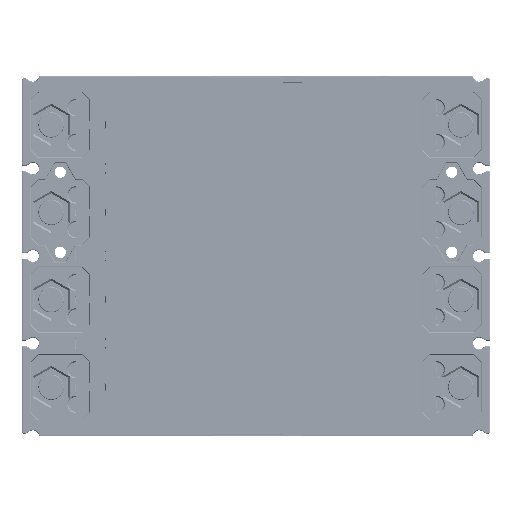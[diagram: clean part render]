
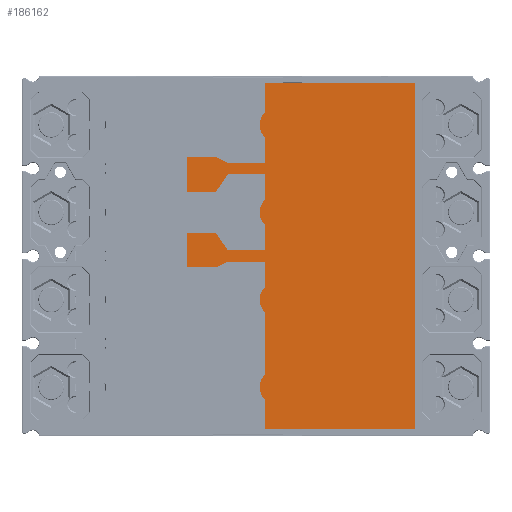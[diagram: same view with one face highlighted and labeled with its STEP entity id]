
A CAD part, front view. The second image highlights one B-rep face of the part: STEP entity #186162.
In plain terms, the highlighted planar face has unit normal (0, -1, 0).
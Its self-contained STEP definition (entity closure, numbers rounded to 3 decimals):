
#12199=DIRECTION('',(0.,0.,1.));
#12200=VECTOR('',#12199,190.);
#12201=CARTESIAN_POINT('',(216.,0.7,-194.));
#12202=LINE('',#12201,#12200);
#67952=DIRECTION('',(-1.,0.,0.));
#67953=VECTOR('',#67952,82.5);
#67954=CARTESIAN_POINT('',(216.,0.7,-194.));
#67955=LINE('',#67954,#67953);
#67956=DIRECTION('',(0.,0.,1.));
#67957=VECTOR('',#67956,16.072);
#67958=CARTESIAN_POINT('',(133.5,0.7,-194.));
#67959=LINE('',#67958,#67957);
#67960=CARTESIAN_POINT('',(140.,0.7,-171.));
#67961=DIRECTION('',(0.,1.,0.));
#67962=DIRECTION('',(-0.684,0.,-0.729));
#67963=AXIS2_PLACEMENT_3D('',#67960,#67961,#67962);
#67965=DIRECTION('',(0.,0.,1.));
#67966=VECTOR('',#67965,34.144);
#67967=CARTESIAN_POINT('',(133.5,0.7,-164.072));
#67968=LINE('',#67967,#67966);
#67969=CARTESIAN_POINT('',(140.,0.7,-123.));
#67970=DIRECTION('',(0.,1.,0.));
#67971=DIRECTION('',(-0.684,0.,-0.729));
#67972=AXIS2_PLACEMENT_3D('',#67969,#67970,#67971);
#67974=DIRECTION('',(0.,0.,1.));
#67975=VECTOR('',#67974,13.972);
#67976=CARTESIAN_POINT('',(133.5,0.7,-116.072));
#67977=LINE('',#67976,#67975);
#67978=DIRECTION('',(-1.,0.,0.));
#67979=VECTOR('',#67978,20.5);
#67980=CARTESIAN_POINT('',(133.5,0.7,-102.1));
#67981=LINE('',#67980,#67979);
#67982=DIRECTION('',(-0.9,0.,-0.436));
#67983=VECTOR('',#67982,7.223);
#67984=CARTESIAN_POINT('',(113.,0.7,-102.1));
#67985=LINE('',#67984,#67983);
#67986=DIRECTION('',(-1.,0.,0.));
#67987=VECTOR('',#67986,16.);
#67988=CARTESIAN_POINT('',(106.5,0.7,-105.25));
#67989=LINE('',#67988,#67987);
#67990=DIRECTION('',(0.,0.,1.));
#67991=VECTOR('',#67990,19.);
#67992=CARTESIAN_POINT('',(90.5,0.7,-105.25));
#67993=LINE('',#67992,#67991);
#67994=DIRECTION('',(1.,0.,0.));
#67995=VECTOR('',#67994,16.);
#67996=CARTESIAN_POINT('',(90.5,0.7,-86.25));
#67997=LINE('',#67996,#67995);
#67998=DIRECTION('',(0.559,0.,-0.829));
#67999=VECTOR('',#67998,11.635);
#68000=CARTESIAN_POINT('',(106.5,0.7,-86.25));
#68001=LINE('',#68000,#67999);
#68002=DIRECTION('',(1.,0.,0.));
#68003=VECTOR('',#68002,20.5);
#68004=CARTESIAN_POINT('',(113.,0.7,-95.9));
#68005=LINE('',#68004,#68003);
#68006=DIRECTION('',(0.,0.,1.));
#68007=VECTOR('',#68006,13.972);
#68008=CARTESIAN_POINT('',(133.5,0.7,-95.9));
#68009=LINE('',#68008,#68007);
#68010=CARTESIAN_POINT('',(140.,0.7,-75.));
#68011=DIRECTION('',(0.,1.,0.));
#68012=DIRECTION('',(-0.684,0.,-0.729));
#68013=AXIS2_PLACEMENT_3D('',#68010,#68011,#68012);
#68015=DIRECTION('',(0.,0.,1.));
#68016=VECTOR('',#68015,13.972);
#68017=CARTESIAN_POINT('',(133.5,0.7,-68.072));
#68018=LINE('',#68017,#68016);
#68019=DIRECTION('',(-1.,0.,0.));
#68020=VECTOR('',#68019,20.5);
#68021=CARTESIAN_POINT('',(133.5,0.7,-54.1));
#68022=LINE('',#68021,#68020);
#68023=DIRECTION('',(-0.559,0.,-0.829));
#68024=VECTOR('',#68023,11.635);
#68025=CARTESIAN_POINT('',(113.,0.7,-54.1));
#68026=LINE('',#68025,#68024);
#68027=DIRECTION('',(-1.,0.,0.));
#68028=VECTOR('',#68027,16.);
#68029=CARTESIAN_POINT('',(106.5,0.7,-63.75));
#68030=LINE('',#68029,#68028);
#68031=DIRECTION('',(0.,0.,1.));
#68032=VECTOR('',#68031,19.);
#68033=CARTESIAN_POINT('',(90.5,0.7,-63.75));
#68034=LINE('',#68033,#68032);
#68035=DIRECTION('',(1.,0.,0.));
#68036=VECTOR('',#68035,16.);
#68037=CARTESIAN_POINT('',(90.5,0.7,-44.75));
#68038=LINE('',#68037,#68036);
#68039=DIRECTION('',(0.9,0.,-0.436));
#68040=VECTOR('',#68039,7.223);
#68041=CARTESIAN_POINT('',(106.5,0.7,-44.75));
#68042=LINE('',#68041,#68040);
#68043=DIRECTION('',(1.,0.,0.));
#68044=VECTOR('',#68043,20.5);
#68045=CARTESIAN_POINT('',(113.,0.7,-47.9));
#68046=LINE('',#68045,#68044);
#68047=DIRECTION('',(0.,0.,1.));
#68048=VECTOR('',#68047,13.972);
#68049=CARTESIAN_POINT('',(133.5,0.7,-47.9));
#68050=LINE('',#68049,#68048);
#68051=CARTESIAN_POINT('',(140.,0.7,-27.));
#68052=DIRECTION('',(0.,1.,0.));
#68053=DIRECTION('',(-0.684,0.,-0.729));
#68054=AXIS2_PLACEMENT_3D('',#68051,#68052,#68053);
#68056=DIRECTION('',(0.,0.,1.));
#68057=VECTOR('',#68056,16.072);
#68058=CARTESIAN_POINT('',(133.5,0.7,-20.072));
#68059=LINE('',#68058,#68057);
#68060=DIRECTION('',(1.,0.,0.));
#68061=VECTOR('',#68060,82.5);
#68062=CARTESIAN_POINT('',(133.5,0.7,-4.));
#68063=LINE('',#68062,#68061);
#94482=CARTESIAN_POINT('',(113.,0.7,-54.1));
#94483=CARTESIAN_POINT('',(106.5,0.7,-63.75));
#94484=VERTEX_POINT('',#94482);
#94485=VERTEX_POINT('',#94483);
#94486=CARTESIAN_POINT('',(90.5,0.7,-63.75));
#94487=VERTEX_POINT('',#94486);
#94488=CARTESIAN_POINT('',(90.5,0.7,-44.75));
#94489=VERTEX_POINT('',#94488);
#94490=CARTESIAN_POINT('',(106.5,0.7,-44.75));
#94491=VERTEX_POINT('',#94490);
#94492=CARTESIAN_POINT('',(113.,0.7,-47.9));
#94493=VERTEX_POINT('',#94492);
#94494=CARTESIAN_POINT('',(113.,0.7,-102.1));
#94495=CARTESIAN_POINT('',(106.5,0.7,-105.25));
#94496=VERTEX_POINT('',#94494);
#94497=VERTEX_POINT('',#94495);
#94498=CARTESIAN_POINT('',(90.5,0.7,-105.25));
#94499=VERTEX_POINT('',#94498);
#94500=CARTESIAN_POINT('',(90.5,0.7,-86.25));
#94501=VERTEX_POINT('',#94500);
#94502=CARTESIAN_POINT('',(106.5,0.7,-86.25));
#94503=VERTEX_POINT('',#94502);
#94504=CARTESIAN_POINT('',(113.,0.7,-95.9));
#94505=VERTEX_POINT('',#94504);
#94506=CARTESIAN_POINT('',(216.,0.7,-194.));
#94507=CARTESIAN_POINT('',(133.5,0.7,-194.));
#94508=VERTEX_POINT('',#94506);
#94509=VERTEX_POINT('',#94507);
#94510=CARTESIAN_POINT('',(133.5,0.7,-177.928));
#94511=VERTEX_POINT('',#94510);
#94512=CARTESIAN_POINT('',(133.5,0.7,-129.928));
#94513=CARTESIAN_POINT('',(133.5,0.7,-116.072));
#94514=VERTEX_POINT('',#94512);
#94515=VERTEX_POINT('',#94513);
#94516=CARTESIAN_POINT('',(133.5,0.7,-81.928));
#94517=CARTESIAN_POINT('',(133.5,0.7,-68.072));
#94518=VERTEX_POINT('',#94516);
#94519=VERTEX_POINT('',#94517);
#94520=CARTESIAN_POINT('',(133.5,0.7,-33.928));
#94521=CARTESIAN_POINT('',(133.5,0.7,-20.072));
#94522=VERTEX_POINT('',#94520);
#94523=VERTEX_POINT('',#94521);
#94524=CARTESIAN_POINT('',(133.5,0.7,-4.));
#94525=VERTEX_POINT('',#94524);
#94526=CARTESIAN_POINT('',(133.5,0.7,-102.1));
#94527=VERTEX_POINT('',#94526);
#94528=CARTESIAN_POINT('',(133.5,0.7,-95.9));
#94529=VERTEX_POINT('',#94528);
#94530=CARTESIAN_POINT('',(133.5,0.7,-54.1));
#94531=VERTEX_POINT('',#94530);
#94532=CARTESIAN_POINT('',(133.5,0.7,-47.9));
#94533=VERTEX_POINT('',#94532);
#94534=CARTESIAN_POINT('',(216.,0.7,-4.));
#94535=VERTEX_POINT('',#94534);
#94536=CARTESIAN_POINT('',(133.5,0.7,-164.072));
#94537=VERTEX_POINT('',#94536);
#186127=CARTESIAN_POINT('',(216.,0.7,-75.));
#186128=DIRECTION('',(0.,1.,0.));
#186129=DIRECTION('',(0.,0.,-1.));
#186130=AXIS2_PLACEMENT_3D('',#186127,#186128,#186129);
#186131=PLANE('',#186130);
#186132=ORIENTED_EDGE('',*,*,#111722,.F.);
#186133=ORIENTED_EDGE('',*,*,#111739,.T.);
#186134=ORIENTED_EDGE('',*,*,#111753,.T.);
#186135=ORIENTED_EDGE('',*,*,#111767,.T.);
#186136=ORIENTED_EDGE('',*,*,#111781,.T.);
#186137=ORIENTED_EDGE('',*,*,#111795,.T.);
#186138=ORIENTED_EDGE('',*,*,#111809,.T.);
#186139=ORIENTED_EDGE('',*,*,#111823,.T.);
#186140=ORIENTED_EDGE('',*,*,#111837,.T.);
#186141=ORIENTED_EDGE('',*,*,#111851,.T.);
#186142=ORIENTED_EDGE('',*,*,#111865,.T.);
#186143=ORIENTED_EDGE('',*,*,#111879,.T.);
#186144=ORIENTED_EDGE('',*,*,#111893,.T.);
#186145=ORIENTED_EDGE('',*,*,#111907,.T.);
#186146=ORIENTED_EDGE('',*,*,#111921,.T.);
#186147=ORIENTED_EDGE('',*,*,#111935,.T.);
#186148=ORIENTED_EDGE('',*,*,#111949,.T.);
#186149=ORIENTED_EDGE('',*,*,#111963,.T.);
#186150=ORIENTED_EDGE('',*,*,#111977,.T.);
#186151=ORIENTED_EDGE('',*,*,#111991,.T.);
#186152=ORIENTED_EDGE('',*,*,#112005,.T.);
#186153=ORIENTED_EDGE('',*,*,#112019,.T.);
#186154=ORIENTED_EDGE('',*,*,#112033,.T.);
#186155=ORIENTED_EDGE('',*,*,#112047,.T.);
#186156=ORIENTED_EDGE('',*,*,#112061,.T.);
#186157=ORIENTED_EDGE('',*,*,#112075,.T.);
#186158=ORIENTED_EDGE('',*,*,#112089,.T.);
#186159=ORIENTED_EDGE('',*,*,#112109,.T.);
#186160=EDGE_LOOP('',(#186132,#186133,#186134,#186135,#186136,#186137,#186138,
#186139,#186140,#186141,#186142,#186143,#186144,#186145,#186146,#186147,#186148,
#186149,#186150,#186151,#186152,#186153,#186154,#186155,#186156,#186157,#186158,
#186159));
#186161=FACE_OUTER_BOUND('',#186160,.F.);
#186162=ADVANCED_FACE('',(#186161),#186131,.F.);
#67964=CIRCLE('',#67963,9.5);
#67973=CIRCLE('',#67972,9.5);
#68014=CIRCLE('',#68013,9.5);
#68055=CIRCLE('',#68054,9.5);
#111722=EDGE_CURVE('',#94508,#94535,#12202,.T.);
#111739=EDGE_CURVE('',#94508,#94509,#67955,.T.);
#111753=EDGE_CURVE('',#94509,#94511,#67959,.T.);
#111767=EDGE_CURVE('',#94511,#94537,#67964,.T.);
#111781=EDGE_CURVE('',#94537,#94514,#67968,.T.);
#111795=EDGE_CURVE('',#94514,#94515,#67973,.T.);
#111809=EDGE_CURVE('',#94515,#94527,#67977,.T.);
#111823=EDGE_CURVE('',#94527,#94496,#67981,.T.);
#111837=EDGE_CURVE('',#94496,#94497,#67985,.T.);
#111851=EDGE_CURVE('',#94497,#94499,#67989,.T.);
#111865=EDGE_CURVE('',#94499,#94501,#67993,.T.);
#111879=EDGE_CURVE('',#94501,#94503,#67997,.T.);
#111893=EDGE_CURVE('',#94503,#94505,#68001,.T.);
#111907=EDGE_CURVE('',#94505,#94529,#68005,.T.);
#111921=EDGE_CURVE('',#94529,#94518,#68009,.T.);
#111935=EDGE_CURVE('',#94518,#94519,#68014,.T.);
#111949=EDGE_CURVE('',#94519,#94531,#68018,.T.);
#111963=EDGE_CURVE('',#94531,#94484,#68022,.T.);
#111977=EDGE_CURVE('',#94484,#94485,#68026,.T.);
#111991=EDGE_CURVE('',#94485,#94487,#68030,.T.);
#112005=EDGE_CURVE('',#94487,#94489,#68034,.T.);
#112019=EDGE_CURVE('',#94489,#94491,#68038,.T.);
#112033=EDGE_CURVE('',#94491,#94493,#68042,.T.);
#112047=EDGE_CURVE('',#94493,#94533,#68046,.T.);
#112061=EDGE_CURVE('',#94533,#94522,#68050,.T.);
#112075=EDGE_CURVE('',#94522,#94523,#68055,.T.);
#112089=EDGE_CURVE('',#94523,#94525,#68059,.T.);
#112109=EDGE_CURVE('',#94525,#94535,#68063,.T.);
